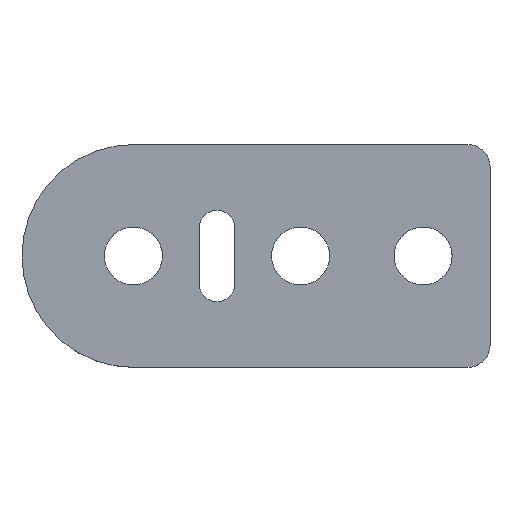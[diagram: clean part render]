
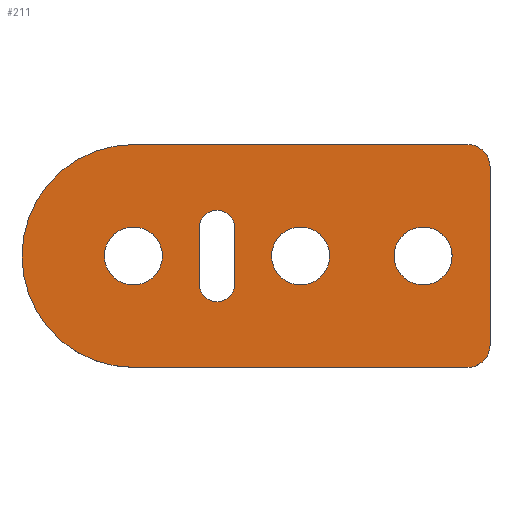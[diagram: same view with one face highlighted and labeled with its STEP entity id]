
A CAD part, top view. The second image highlights one B-rep face of the part: STEP entity #211.
In plain terms, the highlighted planar face has unit normal (0, 0, 1).
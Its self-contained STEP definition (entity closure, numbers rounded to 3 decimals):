
#3 = DIRECTION ( 'NONE',  ( 0., 0., 1. ) ) ;
#7 = CARTESIAN_POINT ( 'NONE',  ( -32., 10., 2.5 ) ) ;
#8 = DIRECTION ( 'NONE',  ( 1., 0., 0. ) ) ;
#11 = CARTESIAN_POINT ( 'NONE',  ( -32., 20., 2.5 ) ) ;
#12 = VERTEX_POINT ( 'NONE', #260 ) ;
#16 = VERTEX_POINT ( 'NONE', #98 ) ;
#19 = DIRECTION ( 'NONE',  ( 0., 0., 1. ) ) ;
#20 = AXIS2_PLACEMENT_3D ( 'NONE', #53, #706, #486 ) ;
#26 = FACE_BOUND ( 'NONE', #194, .T. ) ;
#27 = EDGE_CURVE ( 'NONE', #628, #412, #186, .T. ) ;
#28 = DIRECTION ( 'NONE',  ( 1., 0., 0. ) ) ;
#37 = EDGE_LOOP ( 'NONE', ( #178, #639, #416, #533 ) ) ;
#38 = EDGE_CURVE ( 'NONE', #430, #83, #349, .T. ) ;
#46 = VERTEX_POINT ( 'NONE', #117 ) ;
#47 = CIRCLE ( 'NONE', #120, 10. ) ;
#50 = DIRECTION ( 'NONE',  ( 1., 0., 0. ) ) ;
#53 = CARTESIAN_POINT ( 'NONE',  ( -32., 10., 2.5 ) ) ;
#57 = FACE_BOUND ( 'NONE', #37, .T. ) ;
#59 = AXIS2_PLACEMENT_3D ( 'NONE', #234, #453, #28 ) ;
#61 = DIRECTION ( 'NONE',  ( 1., 0., 0. ) ) ;
#67 = AXIS2_PLACEMENT_3D ( 'NONE', #88, #698, #200 ) ;
#83 = VERTEX_POINT ( 'NONE', #314 ) ;
#85 = LINE ( 'NONE', #229, #123 ) ;
#87 = AXIS2_PLACEMENT_3D ( 'NONE', #165, #532, #61 ) ;
#88 = CARTESIAN_POINT ( 'NONE',  ( -32., 10., 2.5 ) ) ;
#91 = ORIENTED_EDGE ( 'NONE', *, *, #699, .F. ) ;
#94 = CARTESIAN_POINT ( 'NONE',  ( -2., 0., 2.5 ) ) ;
#98 = CARTESIAN_POINT ( 'NONE',  ( 0., 18., 2.5 ) ) ;
#109 = CARTESIAN_POINT ( 'NONE',  ( -2., 2., 2.5 ) ) ;
#117 = CARTESIAN_POINT ( 'NONE',  ( -19.6, 10., 2.5 ) ) ;
#120 = AXIS2_PLACEMENT_3D ( 'NONE', #543, #428, #50 ) ;
#123 = VECTOR ( 'NONE', #616, 1000. ) ;
#124 = EDGE_CURVE ( 'NONE', #523, #133, #166, .T. ) ;
#125 = FACE_OUTER_BOUND ( 'NONE', #442, .T. ) ;
#133 = VERTEX_POINT ( 'NONE', #94 ) ;
#134 = FACE_BOUND ( 'NONE', #593, .T. ) ;
#136 = CARTESIAN_POINT ( 'NONE',  ( -34.6, 10., 2.5 ) ) ;
#139 = DIRECTION ( 'NONE',  ( 0., 0., 1. ) ) ;
#140 = DIRECTION ( 'NONE',  ( 1., 0., 0. ) ) ;
#141 = EDGE_CURVE ( 'NONE', #412, #628, #660, .T. ) ;
#142 = ORIENTED_EDGE ( 'NONE', *, *, #27, .F. ) ;
#156 = EDGE_CURVE ( 'NONE', #381, #457, #568, .T. ) ;
#158 = CARTESIAN_POINT ( 'NONE',  ( -2., 18., 2.5 ) ) ;
#159 = DIRECTION ( 'NONE',  ( 0., 0., 1. ) ) ;
#163 = AXIS2_PLACEMENT_3D ( 'NONE', #333, #19, #389 ) ;
#165 = CARTESIAN_POINT ( 'NONE',  ( -17., 10., 2.5 ) ) ;
#166 = LINE ( 'NONE', #418, #668 ) ;
#172 = EDGE_CURVE ( 'NONE', #133, #584, #417, .T. ) ;
#178 = ORIENTED_EDGE ( 'NONE', *, *, #263, .F. ) ;
#183 = EDGE_CURVE ( 'NONE', #301, #611, #269, .T. ) ;
#184 = DIRECTION ( 'NONE',  ( 1., 0., 0. ) ) ;
#186 = CIRCLE ( 'NONE', #688, 2.6 ) ;
#194 = EDGE_LOOP ( 'NONE', ( #91, #382 ) ) ;
#200 = DIRECTION ( 'NONE',  ( 1., 0., 0. ) ) ;
#207 = EDGE_CURVE ( 'NONE', #16, #301, #703, .T. ) ;
#211 = ADVANCED_FACE ( 'NONE', ( #678, #125, #26, #134, #57 ), #427, .T. ) ;
#212 = ORIENTED_EDGE ( 'NONE', *, *, #248, .F. ) ;
#213 = CIRCLE ( 'NONE', #504, 10. ) ;
#217 = CARTESIAN_POINT ( 'NONE',  ( -32., 0., 2.5 ) ) ;
#229 = CARTESIAN_POINT ( 'NONE',  ( -22.9, 12.5, 2.5 ) ) ;
#234 = CARTESIAN_POINT ( 'NONE',  ( -6., 10., 2.5 ) ) ;
#240 = EDGE_CURVE ( 'NONE', #584, #16, #521, .T. ) ;
#242 = DIRECTION ( 'NONE',  ( 1., 0., 0. ) ) ;
#248 = EDGE_CURVE ( 'NONE', #46, #470, #503, .T. ) ;
#260 = CARTESIAN_POINT ( 'NONE',  ( -3.4, 10., 2.5 ) ) ;
#263 = EDGE_CURVE ( 'NONE', #83, #381, #511, .T. ) ;
#269 = LINE ( 'NONE', #694, #466 ) ;
#271 = CARTESIAN_POINT ( 'NONE',  ( -26.1, 12.5, 2.5 ) ) ;
#294 = CARTESIAN_POINT ( 'NONE',  ( -22.9, 7.5, 2.5 ) ) ;
#295 = ORIENTED_EDGE ( 'NONE', *, *, #172, .T. ) ;
#296 = ORIENTED_EDGE ( 'NONE', *, *, #141, .F. ) ;
#301 = VERTEX_POINT ( 'NONE', #443 ) ;
#314 = CARTESIAN_POINT ( 'NONE',  ( -26.1, 12.5, 2.5 ) ) ;
#322 = CARTESIAN_POINT ( 'NONE',  ( 0., 2., 2.5 ) ) ;
#329 = DIRECTION ( 'NONE',  ( 0., 1., 0. ) ) ;
#330 = EDGE_CURVE ( 'NONE', #457, #430, #85, .T. ) ;
#333 = CARTESIAN_POINT ( 'NONE',  ( -17., 10., 2.5 ) ) ;
#349 = CIRCLE ( 'NONE', #547, 1.6 ) ;
#360 = AXIS2_PLACEMENT_3D ( 'NONE', #400, #404, #140 ) ;
#366 = CARTESIAN_POINT ( 'NONE',  ( -8.6, 10., 2.5 ) ) ;
#376 = EDGE_CURVE ( 'NONE', #12, #655, #475, .T. ) ;
#377 = VECTOR ( 'NONE', #666, 1000. ) ;
#380 = DIRECTION ( 'NONE',  ( 0., 0., 1. ) ) ;
#381 = VERTEX_POINT ( 'NONE', #626 ) ;
#382 = ORIENTED_EDGE ( 'NONE', *, *, #376, .F. ) ;
#389 = DIRECTION ( 'NONE',  ( 1., 0., 0. ) ) ;
#400 = CARTESIAN_POINT ( 'NONE',  ( -6., 10., 2.5 ) ) ;
#401 = EDGE_CURVE ( 'NONE', #479, #523, #213, .T. ) ;
#404 = DIRECTION ( 'NONE',  ( 0., 0., 1. ) ) ;
#410 = VECTOR ( 'NONE', #329, 1000. ) ;
#412 = VERTEX_POINT ( 'NONE', #136 ) ;
#416 = ORIENTED_EDGE ( 'NONE', *, *, #330, .F. ) ;
#417 = CIRCLE ( 'NONE', #498, 2. ) ;
#418 = CARTESIAN_POINT ( 'NONE',  ( -2., 0., 2.5 ) ) ;
#419 = ORIENTED_EDGE ( 'NONE', *, *, #641, .T. ) ;
#424 = CARTESIAN_POINT ( 'NONE',  ( -14.4, 10., 2.5 ) ) ;
#426 = DIRECTION ( 'NONE',  ( 1., 0., 0. ) ) ;
#427 = PLANE ( 'NONE',  #20 ) ;
#428 = DIRECTION ( 'NONE',  ( 0., 0., 1. ) ) ;
#430 = VERTEX_POINT ( 'NONE', #512 ) ;
#436 = CIRCLE ( 'NONE', #163, 2.6 ) ;
#442 = EDGE_LOOP ( 'NONE', ( #419, #684, #575, #295, #463, #619, #450 ) ) ;
#443 = CARTESIAN_POINT ( 'NONE',  ( -2., 20., 2.5 ) ) ;
#447 = AXIS2_PLACEMENT_3D ( 'NONE', #598, #3, #540 ) ;
#450 = ORIENTED_EDGE ( 'NONE', *, *, #183, .T. ) ;
#453 = DIRECTION ( 'NONE',  ( 0., 0., 1. ) ) ;
#457 = VERTEX_POINT ( 'NONE', #294 ) ;
#463 = ORIENTED_EDGE ( 'NONE', *, *, #240, .T. ) ;
#466 = VECTOR ( 'NONE', #478, 1000. ) ;
#470 = VERTEX_POINT ( 'NONE', #424 ) ;
#475 = CIRCLE ( 'NONE', #59, 2.6 ) ;
#478 = DIRECTION ( 'NONE',  ( -1., 0., 0. ) ) ;
#479 = VERTEX_POINT ( 'NONE', #526 ) ;
#486 = DIRECTION ( 'NONE',  ( 1., 0., 0. ) ) ;
#496 = CARTESIAN_POINT ( 'NONE',  ( -29.4, 10., 2.5 ) ) ;
#498 = AXIS2_PLACEMENT_3D ( 'NONE', #109, #659, #8 ) ;
#503 = CIRCLE ( 'NONE', #87, 2.6 ) ;
#504 = AXIS2_PLACEMENT_3D ( 'NONE', #630, #139, #184 ) ;
#511 = LINE ( 'NONE', #271, #377 ) ;
#512 = CARTESIAN_POINT ( 'NONE',  ( -22.9, 12.5, 2.5 ) ) ;
#521 = LINE ( 'NONE', #535, #410 ) ;
#523 = VERTEX_POINT ( 'NONE', #217 ) ;
#526 = CARTESIAN_POINT ( 'NONE',  ( -42., 10., 2.5 ) ) ;
#532 = DIRECTION ( 'NONE',  ( 0., 0., 1. ) ) ;
#533 = ORIENTED_EDGE ( 'NONE', *, *, #156, .F. ) ;
#535 = CARTESIAN_POINT ( 'NONE',  ( 0., 2., 2.5 ) ) ;
#540 = DIRECTION ( 'NONE',  ( 1., 0., 0. ) ) ;
#543 = CARTESIAN_POINT ( 'NONE',  ( -32., 10., 2.5 ) ) ;
#547 = AXIS2_PLACEMENT_3D ( 'NONE', #577, #581, #242 ) ;
#568 = CIRCLE ( 'NONE', #447, 1.6 ) ;
#575 = ORIENTED_EDGE ( 'NONE', *, *, #124, .T. ) ;
#577 = CARTESIAN_POINT ( 'NONE',  ( -24.5, 12.5, 2.5 ) ) ;
#579 = AXIS2_PLACEMENT_3D ( 'NONE', #158, #159, #426 ) ;
#581 = DIRECTION ( 'NONE',  ( 0., 0., 1. ) ) ;
#584 = VERTEX_POINT ( 'NONE', #322 ) ;
#593 = EDGE_LOOP ( 'NONE', ( #212, #643 ) ) ;
#598 = CARTESIAN_POINT ( 'NONE',  ( -24.5, 7.5, 2.5 ) ) ;
#602 = DIRECTION ( 'NONE',  ( 1., 0., 0. ) ) ;
#611 = VERTEX_POINT ( 'NONE', #11 ) ;
#616 = DIRECTION ( 'NONE',  ( 0., 1., 0. ) ) ;
#619 = ORIENTED_EDGE ( 'NONE', *, *, #207, .T. ) ;
#626 = CARTESIAN_POINT ( 'NONE',  ( -26.1, 7.5, 2.5 ) ) ;
#628 = VERTEX_POINT ( 'NONE', #496 ) ;
#630 = CARTESIAN_POINT ( 'NONE',  ( -32., 10., 2.5 ) ) ;
#639 = ORIENTED_EDGE ( 'NONE', *, *, #38, .F. ) ;
#641 = EDGE_CURVE ( 'NONE', #611, #479, #47, .T. ) ;
#643 = ORIENTED_EDGE ( 'NONE', *, *, #665, .F. ) ;
#649 = DIRECTION ( 'NONE',  ( 1., 0., 0. ) ) ;
#651 = CIRCLE ( 'NONE', #360, 2.6 ) ;
#655 = VERTEX_POINT ( 'NONE', #366 ) ;
#659 = DIRECTION ( 'NONE',  ( 0., 0., 1. ) ) ;
#660 = CIRCLE ( 'NONE', #67, 2.6 ) ;
#665 = EDGE_CURVE ( 'NONE', #470, #46, #436, .T. ) ;
#666 = DIRECTION ( 'NONE',  ( 0., -1., 0. ) ) ;
#668 = VECTOR ( 'NONE', #649, 1000. ) ;
#678 = FACE_BOUND ( 'NONE', #691, .T. ) ;
#684 = ORIENTED_EDGE ( 'NONE', *, *, #401, .T. ) ;
#688 = AXIS2_PLACEMENT_3D ( 'NONE', #7, #380, #602 ) ;
#691 = EDGE_LOOP ( 'NONE', ( #296, #142 ) ) ;
#694 = CARTESIAN_POINT ( 'NONE',  ( -2., 20., 2.5 ) ) ;
#698 = DIRECTION ( 'NONE',  ( 0., 0., 1. ) ) ;
#699 = EDGE_CURVE ( 'NONE', #655, #12, #651, .T. ) ;
#703 = CIRCLE ( 'NONE', #579, 2. ) ;
#706 = DIRECTION ( 'NONE',  ( 0., 0., 1. ) ) ;
